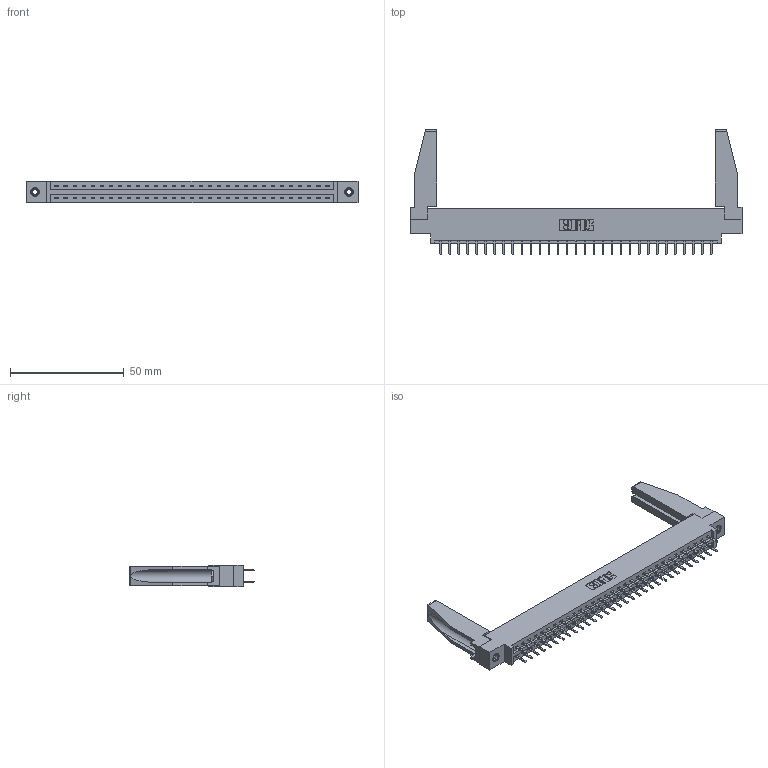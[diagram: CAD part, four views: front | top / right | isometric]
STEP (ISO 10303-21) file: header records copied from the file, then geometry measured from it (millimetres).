
FILE_DESCRIPTION (( 'STEP AP203' ), '1' );
FILE_NAME ('337-062-520-878.STEP', '2019-10-11T22:24:28', ( '' ), ( '' ), 'SwSTEP 2.0', 'SolidWorks 2016', '' );
FILE_SCHEMA (( 'CONFIG_CONTROL_DESIGN' ));
Length unit declared in the file: inch
Products named in the file (5): 307-220-078; 345-292-001_345-293-120; 337 Part_0.170 Offset - 0.156 Dia-TI; 337-062-520-878; 345-250-001_345-250-001-102
Assembly tree (67 placements, depth 2):
  337-062-520-878
    337 Part_0.170 Offset - 0.156 Dia-TI
    345-292-001_345-293-120  x62
    345-250-001_345-250-001-102  x2
    307-220-078  x2
Bounding box: 145.85 x 54.82 x 9.4 mm (x, y, z)
Volume: 19072.6 mm3; surface area: 20800.9 mm2
Topology: 67 solids, 67 shells, 3844 faces, 11131 edges, 7246 vertices
Faces by surface type: plane 2638, cylinder 1190, cone 12, torus 4
Entity records: 28144 total; most frequent: CARTESIAN_POINT 4764, ORIENTED_EDGE 4644, DIRECTION 4066, EDGE_CURVE 2322, VECTOR 2152, LINE 2152, VERTEX_POINT 1540, AXIS2_PLACEMENT_3D 957
